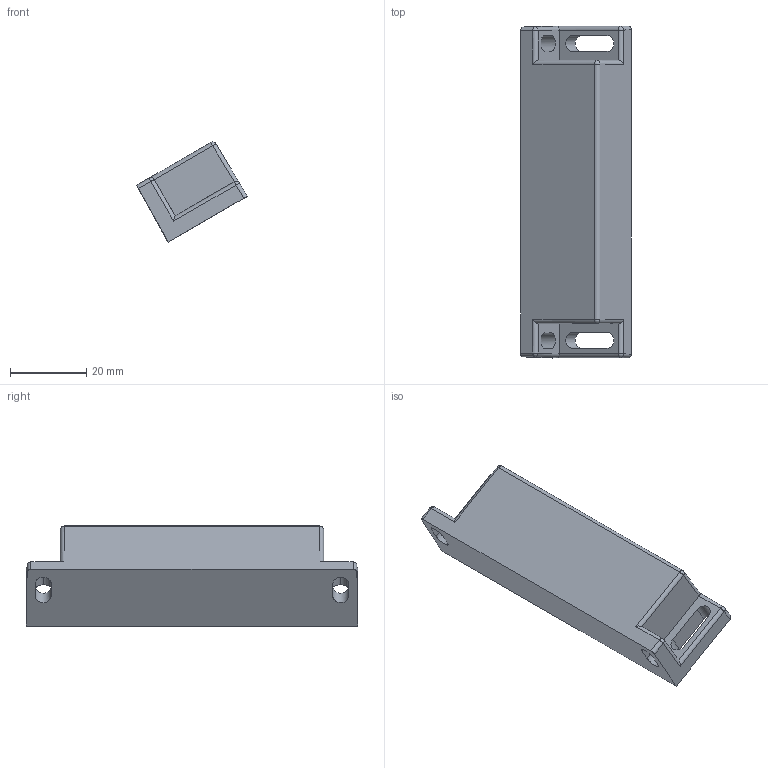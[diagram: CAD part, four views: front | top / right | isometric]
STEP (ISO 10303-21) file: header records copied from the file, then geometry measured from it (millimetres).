
FILE_DESCRIPTION (( 'STEP AP214' ), '1' );
FILE_NAME ('3D SSS act AP214.STEP', '2010-01-06T09:38:40', ( ' ' ), ( ' ' ), 'SwSTEP 2.0', 'SolidWorks 2004231', '' );
FILE_SCHEMA (( 'AUTOMOTIVE_DESIGN' ));
Length unit declared in the file: millimetre
Products named in the file (2): 3D SSS act AP214; SSS Act V0 3D
Assembly tree (1 placements, depth 2):
  3D SSS act AP214
    SSS Act V0 3D
Bounding box: 29.03 x 87 x 26.22 mm (x, y, z)
Volume: 30064.6 mm3; surface area: 7961.5 mm2
Topology: 1 solids, 1 shells, 53 faces, 135 edges, 82 vertices
Faces by surface type: cylinder 27, plane 20, sphere 6
Entity records: 2215 total; most frequent: CARTESIAN_POINT 326, ORIENTED_EDGE 266, DIRECTION 263, EDGE_CURVE 133, AXIS2_PLACEMENT_3D 91, VERTEX_POINT 82, VECTOR 81, LINE 81
